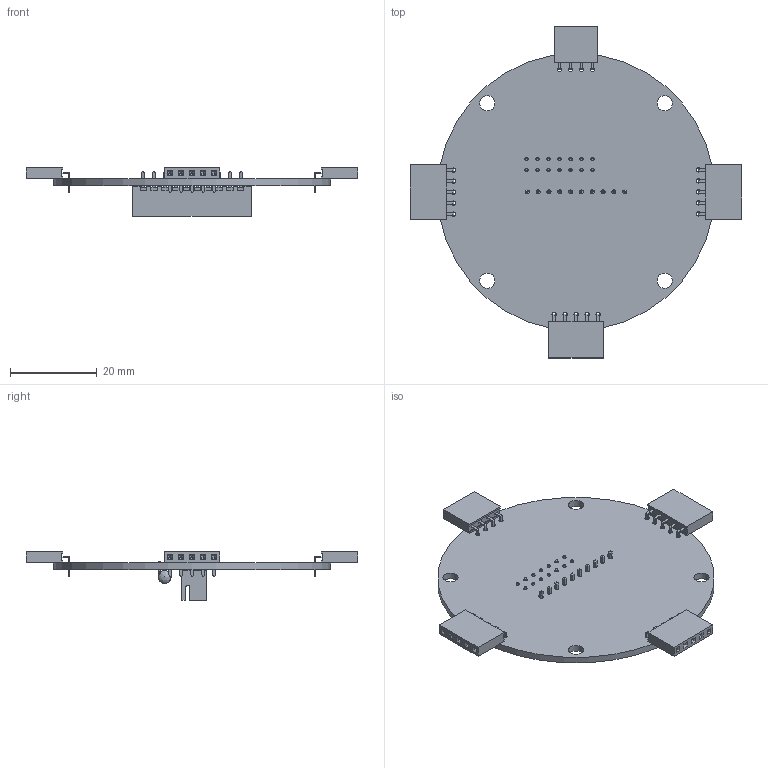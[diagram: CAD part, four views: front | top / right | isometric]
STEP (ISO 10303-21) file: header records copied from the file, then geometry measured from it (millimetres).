
FILE_DESCRIPTION(('KiCad electronic assembly'),'2;1');
FILE_NAME('line __.step','2022-10-13T23:15:09',('Pcbnew'),('Kicad'), 'Open CASCADE STEP processor 7.6','KiCad to STEP converter','Unknown' );
FILE_SCHEMA(('AUTOMOTIVE_DESIGN { 1 0 10303 214 1 1 1 1 }'));
Length unit declared in the file: millimetre
Products named in the file (10): line __ 1; PinSocket_1x05_P2.54mm_Horizontal; SOLID; PinSocket_1x04_P2.54mm_Horizontal; JST_XH_B10B-XH-A_1x10_P2.50mm_Vertical; C_Disc_D3.0mm_W1.6mm_P2.50mm; line çµ±å PCB
Assembly tree (17 placements, depth 3):
  line __ 1
    PinSocket_1x05_P2.54mm_Horizontal  x3
      SOLID
    PinSocket_1x04_P2.54mm_Horizontal
      SOLID
    JST_XH_B10B-XH-A_1x10_P2.50mm_Vertical
      SOLID
    C_Disc_D3.0mm_W1.6mm_P2.50mm  x7
      SOLID
    line çµ±å PCB
Bounding box: 76.7 x 76.7 x 11.24 mm (x, y, z)
Volume: 6599.8 mm3; surface area: 10208.2 mm2
Topology: 13 solids, 13 shells, 1124 faces, 2920 edges, 1885 vertices
Faces by surface type: bspline 1074, cylinder 48, plane 2
Full cylindrical faces by diameter (mm): 0.8 x14, 0.95 x10, 1 x19, 3.5 x4, 64 x1
Entity records: 43879 total; most frequent: CARTESIAN_POINT 14666, B_SPLINE_CURVE_WITH_KNOTS 4755, ORIENTED_EDGE 3528, PCURVE 3528, DEFINITIONAL_REPRESENTATION 3528, EDGE_CURVE 1764, SURFACE_CURVE 1710, VERTEX_POINT 1139
